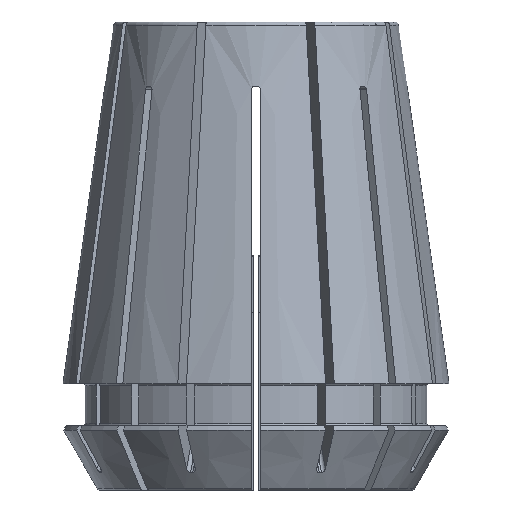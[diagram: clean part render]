
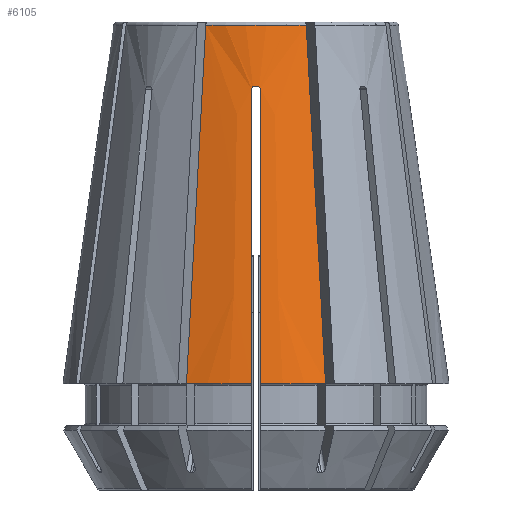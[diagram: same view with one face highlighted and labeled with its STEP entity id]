
A CAD part, left-side view. The second image highlights one B-rep face of the part: STEP entity #6105.
In plain terms, the highlighted conical face has half-angle 8 degrees and reference radius 16.5 mm.
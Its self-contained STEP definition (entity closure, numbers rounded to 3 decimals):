
#50=CONICAL_SURFACE('',#6716,16.5,0.14);
#160=CIRCLE('',#6265,12.93);
#249=CIRCLE('',#6423,16.5);
#259=CIRCLE('',#6439,16.5);
#378=CIRCLE('',#6654,12.194);
#2645=ORIENTED_EDGE('',*,*,#4070,.F.);
#2646=ORIENTED_EDGE('',*,*,#4140,.T.);
#2647=ORIENTED_EDGE('',*,*,#3824,.T.);
#2648=ORIENTED_EDGE('',*,*,#3508,.F.);
#2649=ORIENTED_EDGE('',*,*,#3275,.T.);
#2650=ORIENTED_EDGE('',*,*,#3525,.T.);
#2651=ORIENTED_EDGE('',*,*,#4141,.T.);
#2652=ORIENTED_EDGE('',*,*,#4142,.T.);
#2653=ORIENTED_EDGE('',*,*,#3806,.T.);
#2654=ORIENTED_EDGE('',*,*,#4143,.F.);
#3275=EDGE_CURVE('',#4240,#4239,#4873,.T.);
#3508=EDGE_CURVE('',#4240,#4461,#4946,.T.);
#3525=EDGE_CURVE('',#4239,#4474,#160,.T.);
#3806=EDGE_CURVE('',#4681,#4680,#249,.T.);
#3824=EDGE_CURVE('',#4691,#4461,#259,.T.);
#4070=EDGE_CURVE('',#4829,#4830,#378,.T.);
#4140=EDGE_CURVE('',#4829,#4691,#5110,.T.);
#4141=EDGE_CURVE('',#4474,#4854,#5111,.T.);
#4142=EDGE_CURVE('',#4854,#4681,#5112,.T.);
#4143=EDGE_CURVE('',#4830,#4680,#5113,.T.);
#4239=VERTEX_POINT('',#8464);
#4240=VERTEX_POINT('',#8469);
#4461=VERTEX_POINT('',#9211);
#4474=VERTEX_POINT('',#9255);
#4680=VERTEX_POINT('',#10054);
#4681=VERTEX_POINT('',#10056);
#4691=VERTEX_POINT('',#10110);
#4829=VERTEX_POINT('',#10810);
#4830=VERTEX_POINT('',#10812);
#4854=VERTEX_POINT('',#11013);
#4873=B_SPLINE_CURVE_WITH_KNOTS('',3,(#8465,#8466,#8467,#8468),
 .UNSPECIFIED.,.F.,.F.,(4,4),(0.,0.),
 .UNSPECIFIED.);
#4946=B_SPLINE_CURVE_WITH_KNOTS('',3,(#9204,#9205,#9206,#9207,#9208,#9209,
#9210),.UNSPECIFIED.,.F.,.F.,(4,3,4),(0.021,0.023,
0.046),.UNSPECIFIED.);
#5110=B_SPLINE_CURVE_WITH_KNOTS('',3,(#11002,#11003,#11004,#11005,#11006,
#11007,#11008),.UNSPECIFIED.,.F.,.F.,(4,3,4),(0.,0.021,
0.031),.UNSPECIFIED.);
#5111=B_SPLINE_CURVE_WITH_KNOTS('',3,(#11009,#11010,#11011,#11012),
 .UNSPECIFIED.,.F.,.F.,(4,4),(0.,0.),
 .UNSPECIFIED.);
#5112=B_SPLINE_CURVE_WITH_KNOTS('',3,(#11014,#11015,#11016,#11017,#11018,
#11019,#11020),.UNSPECIFIED.,.F.,.F.,(4,3,4),(0.021,0.023,
0.046),.UNSPECIFIED.);
#5113=B_SPLINE_CURVE_WITH_KNOTS('',3,(#11021,#11022,#11023,#11024,#11025,
#11026,#11027),.UNSPECIFIED.,.F.,.F.,(4,3,4),(0.,0.021,
0.031),.UNSPECIFIED.);
#5385=EDGE_LOOP('',(#2645,#2646,#2647,#2648,#2649,#2650,#2651,#2652,#2653,
#2654));
#5701=FACE_BOUND('',#5385,.T.);
#6105=ADVANCED_FACE('',(#5701),#50,.T.);
#6265=AXIS2_PLACEMENT_3D('',#9256,#7100,#7101);
#6423=AXIS2_PLACEMENT_3D('',#10055,#7539,#7540);
#6439=AXIS2_PLACEMENT_3D('',#10109,#7574,#7575);
#6654=AXIS2_PLACEMENT_3D('',#10811,#8064,#8065);
#6716=AXIS2_PLACEMENT_3D('',#11001,#8209,#8210);
#7100=DIRECTION('',(0.,0.,1.));
#7101=DIRECTION('',(1.,0.,0.));
#7539=DIRECTION('',(0.,0.,1.));
#7540=DIRECTION('',(1.,0.,0.));
#7574=DIRECTION('',(0.,0.,1.));
#7575=DIRECTION('',(1.,0.,0.));
#8064=DIRECTION('',(0.,0.,1.));
#8065=DIRECTION('',(1.,0.,0.));
#8209=DIRECTION('',(0.,0.,-1.));
#8210=DIRECTION('',(-1.,0.,0.));
#8464=CARTESIAN_POINT('',(-12.93,0.1,34.5));
#8465=CARTESIAN_POINT('',(-12.966,0.4,34.2));
#8466=CARTESIAN_POINT('',(-12.944,0.4,34.358));
#8467=CARTESIAN_POINT('',(-12.929,0.259,34.5));
#8468=CARTESIAN_POINT('',(-12.93,0.1,34.5));
#8469=CARTESIAN_POINT('',(-12.966,0.4,34.2));
#9204=CARTESIAN_POINT('',(-12.966,0.4,34.2));
#9205=CARTESIAN_POINT('',(-13.099,0.4,33.259));
#9206=CARTESIAN_POINT('',(-13.231,0.4,32.317));
#9207=CARTESIAN_POINT('',(-13.363,0.4,31.376));
#9208=CARTESIAN_POINT('',(-14.407,0.4,23.951));
#9209=CARTESIAN_POINT('',(-15.451,0.4,16.525));
#9210=CARTESIAN_POINT('',(-16.495,0.4,9.1));
#9211=CARTESIAN_POINT('',(-16.495,0.4,9.1));
#9255=CARTESIAN_POINT('',(-12.93,-0.1,34.5));
#9256=CARTESIAN_POINT('',(0.,0.,34.5));
#10054=CARTESIAN_POINT('',(-15.393,-5.943,9.1));
#10055=CARTESIAN_POINT('',(0.,0.,9.1));
#10056=CARTESIAN_POINT('',(-16.495,-0.4,9.1));
#10109=CARTESIAN_POINT('',(0.,0.,9.1));
#10110=CARTESIAN_POINT('',(-15.393,5.943,9.1));
#10810=CARTESIAN_POINT('',(-11.412,4.294,39.742));
#10811=CARTESIAN_POINT('',(0.,0.,39.742));
#10812=CARTESIAN_POINT('',(-11.412,-4.294,39.742));
#11001=CARTESIAN_POINT('',(0.,0.,9.1));
#11002=CARTESIAN_POINT('',(-11.412,4.294,39.742));
#11003=CARTESIAN_POINT('',(-12.33,4.674,32.675));
#11004=CARTESIAN_POINT('',(-13.248,5.055,25.609));
#11005=CARTESIAN_POINT('',(-14.166,5.435,18.543));
#11006=CARTESIAN_POINT('',(-14.575,5.604,15.395));
#11007=CARTESIAN_POINT('',(-14.984,5.774,12.248));
#11008=CARTESIAN_POINT('',(-15.393,5.943,9.1));
#11009=CARTESIAN_POINT('',(-12.93,-0.1,34.5));
#11010=CARTESIAN_POINT('',(-12.929,-0.259,34.5));
#11011=CARTESIAN_POINT('',(-12.944,-0.4,34.358));
#11012=CARTESIAN_POINT('',(-12.966,-0.4,34.2));
#11013=CARTESIAN_POINT('',(-12.966,-0.4,34.2));
#11014=CARTESIAN_POINT('',(-12.966,-0.4,34.2));
#11015=CARTESIAN_POINT('',(-13.099,-0.4,33.259));
#11016=CARTESIAN_POINT('',(-13.231,-0.4,32.317));
#11017=CARTESIAN_POINT('',(-13.363,-0.4,31.376));
#11018=CARTESIAN_POINT('',(-14.407,-0.4,23.951));
#11019=CARTESIAN_POINT('',(-15.451,-0.4,16.525));
#11020=CARTESIAN_POINT('',(-16.495,-0.4,9.1));
#11021=CARTESIAN_POINT('',(-11.412,-4.294,39.742));
#11022=CARTESIAN_POINT('',(-12.33,-4.674,32.675));
#11023=CARTESIAN_POINT('',(-13.248,-5.055,25.609));
#11024=CARTESIAN_POINT('',(-14.166,-5.435,18.543));
#11025=CARTESIAN_POINT('',(-14.575,-5.604,15.395));
#11026=CARTESIAN_POINT('',(-14.984,-5.774,12.248));
#11027=CARTESIAN_POINT('',(-15.393,-5.943,9.1));
